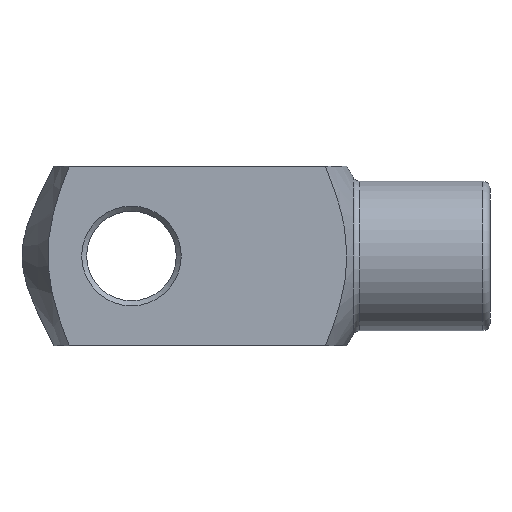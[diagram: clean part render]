
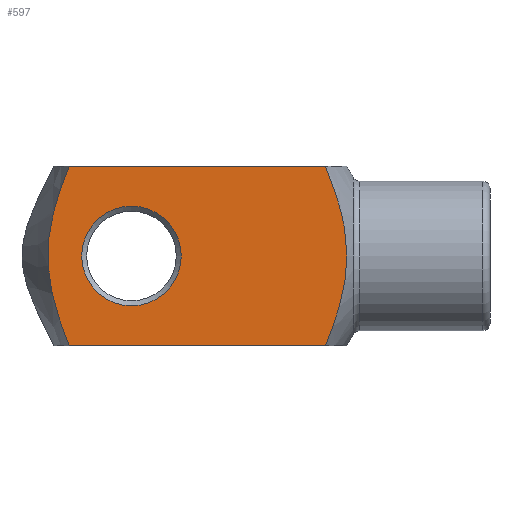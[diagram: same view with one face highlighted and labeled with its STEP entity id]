
A CAD part, left-side view. The second image highlights one B-rep face of the part: STEP entity #597.
In plain terms, the highlighted planar face has unit normal (-1, 0, 0).
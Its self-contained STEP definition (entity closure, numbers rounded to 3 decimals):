
#3 = CARTESIAN_POINT ( 'NONE',  ( -18., 12.499, 18. ) ) ;
#10 = CARTESIAN_POINT ( 'NONE',  ( -18., 22., 18. ) ) ;
#12 = CARTESIAN_POINT ( 'NONE',  ( -18., 22., -18. ) ) ;
#16 = CARTESIAN_POINT ( 'NONE',  ( -18., 15.134, 10.692 ) ) ;
#19 = CARTESIAN_POINT ( 'NONE',  ( -18., -39.551, -16.562 ) ) ;
#24 = VECTOR ( 'NONE', #858, 1000. ) ;
#28 = CARTESIAN_POINT ( 'NONE',  ( -18., 13.087, -16.56 ) ) ;
#37 = CARTESIAN_POINT ( 'NONE',  ( -18., 12.499, -18. ) ) ;
#38 = CARTESIAN_POINT ( 'NONE',  ( -18., 10., 0. ) ) ;
#66 = CARTESIAN_POINT ( 'NONE',  ( -18., -38.963, -18. ) ) ;
#77 = LINE ( 'NONE', #12, #219 ) ;
#94 = CARTESIAN_POINT ( 'NONE',  ( -18., 15.909, 7.664 ) ) ;
#100 = CARTESIAN_POINT ( 'NONE',  ( -18., 15.127, -10.714 ) ) ;
#104 = ORIENTED_EDGE ( 'NONE', *, *, #122, .T. ) ;
#122 = EDGE_CURVE ( 'NONE', #304, #304, #784, .T. ) ;
#130 = VERTEX_POINT ( 'NONE', #785 ) ;
#133 = EDGE_LOOP ( 'NONE', ( #210, #537, #711, #751 ) ) ;
#156 = CARTESIAN_POINT ( 'NONE',  ( -18., 14.667, 12.177 ) ) ;
#158 = CARTESIAN_POINT ( 'NONE',  ( -18., 12.499, -18. ) ) ;
#166 = CARTESIAN_POINT ( 'NONE',  ( -18., 16.804, 1.546 ) ) ;
#188 = CARTESIAN_POINT ( 'NONE',  ( -18., -42.377, 7.726 ) ) ;
#197 = CARTESIAN_POINT ( 'NONE',  ( -18., -42.687, -6.142 ) ) ;
#205 = CARTESIAN_POINT ( 'NONE',  ( -18., -43.239, 1.554 ) ) ;
#206 = EDGE_CURVE ( 'NONE', #563, #602, #77, .T. ) ;
#210 = ORIENTED_EDGE ( 'NONE', *, *, #233, .T. ) ;
#219 = VECTOR ( 'NONE', #635, 1000. ) ;
#233 = EDGE_CURVE ( 'NONE', #130, #563, #512, .T. ) ;
#240 = CARTESIAN_POINT ( 'NONE',  ( -18., 14.663, -12.189 ) ) ;
#249 = CARTESIAN_POINT ( 'NONE',  ( -18., -42.822, -5.378 ) ) ;
#277 = CARTESIAN_POINT ( 'NONE',  ( -18., 22., -18. ) ) ;
#295 = EDGE_CURVE ( 'NONE', #602, #584, #656, .T. ) ;
#296 = CARTESIAN_POINT ( 'NONE',  ( -18., -40.108, -15.112 ) ) ;
#300 = CARTESIAN_POINT ( 'NONE',  ( -18., 16.775, -1.555 ) ) ;
#304 = VERTEX_POINT ( 'NONE', #38 ) ;
#324 = CARTESIAN_POINT ( 'NONE',  ( -18., -38.963, 18. ) ) ;
#386 = CARTESIAN_POINT ( 'NONE',  ( -18., -38.963, -18. ) ) ;
#395 = CARTESIAN_POINT ( 'NONE',  ( -18., -41.59, 10.716 ) ) ;
#404 = CARTESIAN_POINT ( 'NONE',  ( -18., -41.127, 12.191 ) ) ;
#416 = DIRECTION ( 'NONE',  ( 0., 0., -1. ) ) ;
#438 = DIRECTION ( 'NONE',  ( 1., 0., 0. ) ) ;
#442 = CARTESIAN_POINT ( 'NONE',  ( -18., 13.644, -15.112 ) ) ;
#475 = CARTESIAN_POINT ( 'NONE',  ( -18., -39.551, 16.561 ) ) ;
#484 = EDGE_CURVE ( 'NONE', #130, #584, #643, .T. ) ;
#505 = CARTESIAN_POINT ( 'NONE',  ( -18., 15.729, 8.424 ) ) ;
#507 = AXIS2_PLACEMENT_3D ( 'NONE', #726, #438, #639 ) ;
#508 = AXIS2_PLACEMENT_3D ( 'NONE', #277, #779, #416 ) ;
#511 = CARTESIAN_POINT ( 'NONE',  ( -18., 16.659, -3.114 ) ) ;
#512 = B_SPLINE_CURVE_WITH_KNOTS ( 'NONE', 3,
 ( #3, #649, #791, #156, #16, #505, #94, #521, #517, #806, #166, #529, #300, #511, #801, #741, #671, #100, #240, #442, #28, #37 ),
 .UNSPECIFIED., .F., .F.,
 ( 4, 2, 2, 2, 2, 2, 2, 2, 2, 2, 4 ),
 ( 0.042, 0.046, 0.051, 0.053, 0.056, 0.06, 0.063, 0.065, 0.07, 0.074, 0.079 ),
 .UNSPECIFIED. ) ;
#517 = CARTESIAN_POINT ( 'NONE',  ( -18., 16.358, 5.38 ) ) ;
#521 = CARTESIAN_POINT ( 'NONE',  ( -18., 16.223, 6.142 ) ) ;
#529 = CARTESIAN_POINT ( 'NONE',  ( -18., 16.804, -0.778 ) ) ;
#537 = ORIENTED_EDGE ( 'NONE', *, *, #206, .T. ) ;
#549 = CARTESIAN_POINT ( 'NONE',  ( -18., -43.036, 3.894 ) ) ;
#553 = CARTESIAN_POINT ( 'NONE',  ( -18., -43.268, -1.544 ) ) ;
#563 = VERTEX_POINT ( 'NONE', #158 ) ;
#582 = CARTESIAN_POINT ( 'NONE',  ( -18., -41.131, -12.177 ) ) ;
#584 = VERTEX_POINT ( 'NONE', #324 ) ;
#597 = ADVANCED_FACE ( 'NONE', ( #828, #614 ), #818, .F. ) ;
#602 = VERTEX_POINT ( 'NONE', #66 ) ;
#614 = FACE_OUTER_BOUND ( 'NONE', #133, .T. ) ;
#620 = CARTESIAN_POINT ( 'NONE',  ( -18., -43.151, -3.083 ) ) ;
#624 = CARTESIAN_POINT ( 'NONE',  ( -18., -43.268, 0.778 ) ) ;
#635 = DIRECTION ( 'NONE',  ( 0., -1., 0. ) ) ;
#639 = DIRECTION ( 'NONE',  ( 0., 1., 0. ) ) ;
#643 = LINE ( 'NONE', #10, #24 ) ;
#649 = CARTESIAN_POINT ( 'NONE',  ( -18., 13.086, 16.562 ) ) ;
#656 = B_SPLINE_CURVE_WITH_KNOTS ( 'NONE', 3,
 ( #386, #19, #296, #582, #866, #819, #839, #197, #249, #620, #553, #624, #205, #764, #549, #692, #188, #395, #404, #697, #475, #900 ),
 .UNSPECIFIED., .F., .F.,
 ( 4, 2, 2, 2, 2, 2, 2, 2, 2, 2, 4 ),
 ( 0.041, 0.046, 0.05, 0.053, 0.055, 0.06, 0.062, 0.064, 0.069, 0.074, 0.078 ),
 .UNSPECIFIED. ) ;
#671 = CARTESIAN_POINT ( 'NONE',  ( -18., 15.913, -7.724 ) ) ;
#692 = CARTESIAN_POINT ( 'NONE',  ( -18., -42.701, 6.21 ) ) ;
#697 = CARTESIAN_POINT ( 'NONE',  ( -18., -40.107, 15.113 ) ) ;
#711 = ORIENTED_EDGE ( 'NONE', *, *, #295, .T. ) ;
#726 = CARTESIAN_POINT ( 'NONE',  ( -18., 0., 0. ) ) ;
#741 = CARTESIAN_POINT ( 'NONE',  ( -18., 16.237, -6.21 ) ) ;
#751 = ORIENTED_EDGE ( 'NONE', *, *, #484, .F. ) ;
#764 = CARTESIAN_POINT ( 'NONE',  ( -18., -43.123, 3.111 ) ) ;
#779 = DIRECTION ( 'NONE',  ( 1., 0., 0. ) ) ;
#781 = EDGE_LOOP ( 'NONE', ( #104 ) ) ;
#784 = CIRCLE ( 'NONE', #507, 10. ) ;
#785 = CARTESIAN_POINT ( 'NONE',  ( -18., 12.499, 18. ) ) ;
#791 = CARTESIAN_POINT ( 'NONE',  ( -18., 13.644, 15.112 ) ) ;
#801 = CARTESIAN_POINT ( 'NONE',  ( -18., 16.572, -3.896 ) ) ;
#806 = CARTESIAN_POINT ( 'NONE',  ( -18., 16.687, 3.085 ) ) ;
#818 = PLANE ( 'NONE',  #508 ) ;
#819 = CARTESIAN_POINT ( 'NONE',  ( -18., -42.192, -8.426 ) ) ;
#828 = FACE_BOUND ( 'NONE', #781, .T. ) ;
#839 = CARTESIAN_POINT ( 'NONE',  ( -18., -42.373, -7.664 ) ) ;
#858 = DIRECTION ( 'NONE',  ( 0., -1., 0. ) ) ;
#866 = CARTESIAN_POINT ( 'NONE',  ( -18., -41.598, -10.693 ) ) ;
#900 = CARTESIAN_POINT ( 'NONE',  ( -18., -38.963, 18. ) ) ;
